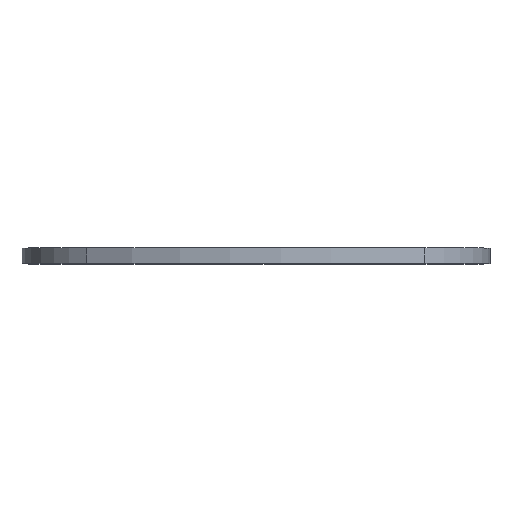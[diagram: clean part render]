
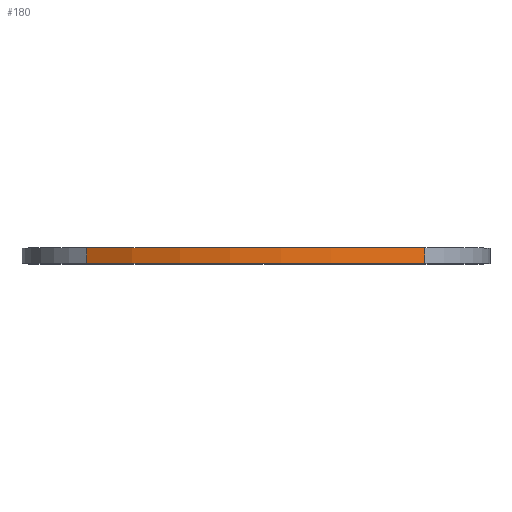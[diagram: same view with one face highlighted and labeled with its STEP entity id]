
A CAD part, top view. The second image highlights one B-rep face of the part: STEP entity #180.
In plain terms, the highlighted cylindrical face has radius 20.879 mm (diameter 41.757 mm), a partial arc.
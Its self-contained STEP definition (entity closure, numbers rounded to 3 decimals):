
#5 = CARTESIAN_POINT ( 'NONE',  ( -11.03, 50.94, 17.727 ) ) ;
#24 = ORIENTED_EDGE ( 'NONE', *, *, #215, .F. ) ;
#64 = DIRECTION ( 'NONE',  ( 1., 0., 0. ) ) ;
#130 = VERTEX_POINT ( 'NONE', #558 ) ;
#152 = VECTOR ( 'NONE', #311, 1000. ) ;
#180 = ADVANCED_FACE ( 'NONE', ( #480 ), #211, .T. ) ;
#207 = DIRECTION ( 'NONE',  ( 0., -1., 0. ) ) ;
#211 = CYLINDRICAL_SURFACE ( 'NONE', #214, 20.879 ) ;
#214 = AXIS2_PLACEMENT_3D ( 'NONE', #492, #228, #388 ) ;
#215 = EDGE_CURVE ( 'NONE', #130, #637, #342, .T. ) ;
#226 = AXIS2_PLACEMENT_3D ( 'NONE', #659, #376, #285 ) ;
#228 = DIRECTION ( 'NONE',  ( 0., -1., 0. ) ) ;
#248 = VERTEX_POINT ( 'NONE', #490 ) ;
#249 = EDGE_LOOP ( 'NONE', ( #436, #263, #24, #503 ) ) ;
#263 = ORIENTED_EDGE ( 'NONE', *, *, #451, .T. ) ;
#285 = DIRECTION ( 'NONE',  ( 1., 0., 0. ) ) ;
#311 = DIRECTION ( 'NONE',  ( 0., -1., 0. ) ) ;
#342 = CIRCLE ( 'NONE', #226, 20.879 ) ;
#372 = EDGE_CURVE ( 'NONE', #248, #130, #449, .T. ) ;
#376 = DIRECTION ( 'NONE',  ( 0., -1., 0. ) ) ;
#379 = DIRECTION ( 'NONE',  ( 0., 1., 0. ) ) ;
#388 = DIRECTION ( 'NONE',  ( 1., 0., 0. ) ) ;
#405 = VECTOR ( 'NONE', #207, 1000. ) ;
#407 = CARTESIAN_POINT ( 'NONE',  ( 11.03, 50.94, 17.727 ) ) ;
#436 = ORIENTED_EDGE ( 'NONE', *, *, #587, .F. ) ;
#449 = LINE ( 'NONE', #407, #152 ) ;
#451 = EDGE_CURVE ( 'NONE', #551, #637, #483, .T. ) ;
#466 = CARTESIAN_POINT ( 'NONE',  ( 0., -0.8, 0. ) ) ;
#480 = FACE_OUTER_BOUND ( 'NONE', #249, .T. ) ;
#483 = LINE ( 'NONE', #5, #405 ) ;
#490 = CARTESIAN_POINT ( 'NONE',  ( 11.03, -0.8, 17.727 ) ) ;
#492 = CARTESIAN_POINT ( 'NONE',  ( 0., 50.94, 0. ) ) ;
#503 = ORIENTED_EDGE ( 'NONE', *, *, #372, .F. ) ;
#539 = CARTESIAN_POINT ( 'NONE',  ( -11.03, -1.8, 17.727 ) ) ;
#551 = VERTEX_POINT ( 'NONE', #583 ) ;
#558 = CARTESIAN_POINT ( 'NONE',  ( 11.03, -1.8, 17.727 ) ) ;
#583 = CARTESIAN_POINT ( 'NONE',  ( -11.03, -0.8, 17.727 ) ) ;
#587 = EDGE_CURVE ( 'NONE', #551, #248, #657, .T. ) ;
#637 = VERTEX_POINT ( 'NONE', #539 ) ;
#647 = AXIS2_PLACEMENT_3D ( 'NONE', #466, #379, #64 ) ;
#657 = CIRCLE ( 'NONE', #647, 20.879 ) ;
#659 = CARTESIAN_POINT ( 'NONE',  ( 0., -1.8, 0. ) ) ;
